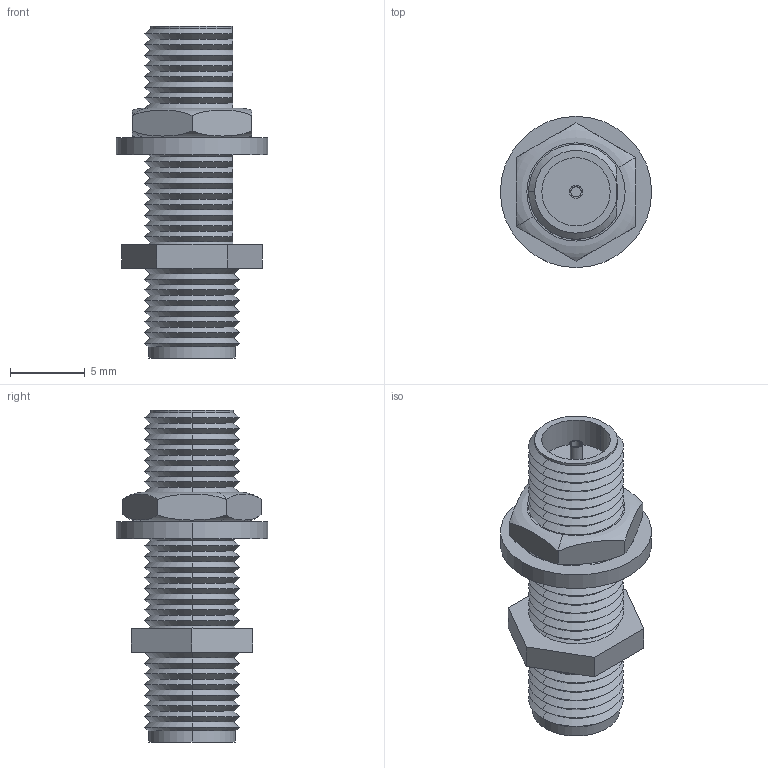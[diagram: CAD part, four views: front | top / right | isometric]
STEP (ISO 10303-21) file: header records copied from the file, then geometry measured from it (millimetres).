
FILE_DESCRIPTION (( 'STEP AP214' ), '1' );
FILE_NAME ('FMAD10053_3D.step', '2025-02-24T20:23:41', ( '' ), ( '' ), 'SwSTEP 2.0', 'SolidWorks 2022', '' );
FILE_SCHEMA (( 'AUTOMOTIVE_DESIGN' ));
Length unit declared in the file: inch
Products named in the file (4): FMAD10053_3D; Copy of AXA-RSJRSJB-MA1^FMAD10053; Copy of AXA-RSJRSJB-MA3^FMAD10053; Copy of AXA-RSJRSJB-MA2^FMAD10053
Assembly tree (3 placements, depth 2):
  FMAD10053_3D
    Copy of AXA-RSJRSJB-MA1^FMAD10053
    Copy of AXA-RSJRSJB-MA2^FMAD10053
    Copy of AXA-RSJRSJB-MA3^FMAD10053
Bounding box: 10.11 x 10.11 x 22.2 mm (x, y, z)
Volume: 684.7 mm3; surface area: 1057.7 mm2
Topology: 3 solids, 3 shells, 185 faces, 477 edges, 306 vertices
Faces by surface type: cone 94, plane 57, cylinder 30, torus 4
Entity records: 6369 total; most frequent: CARTESIAN_POINT 1456, ORIENTED_EDGE 954, DIRECTION 948, EDGE_CURVE 477, AXIS2_PLACEMENT_3D 374, VERTEX_POINT 306, VECTOR 200, LINE 200
